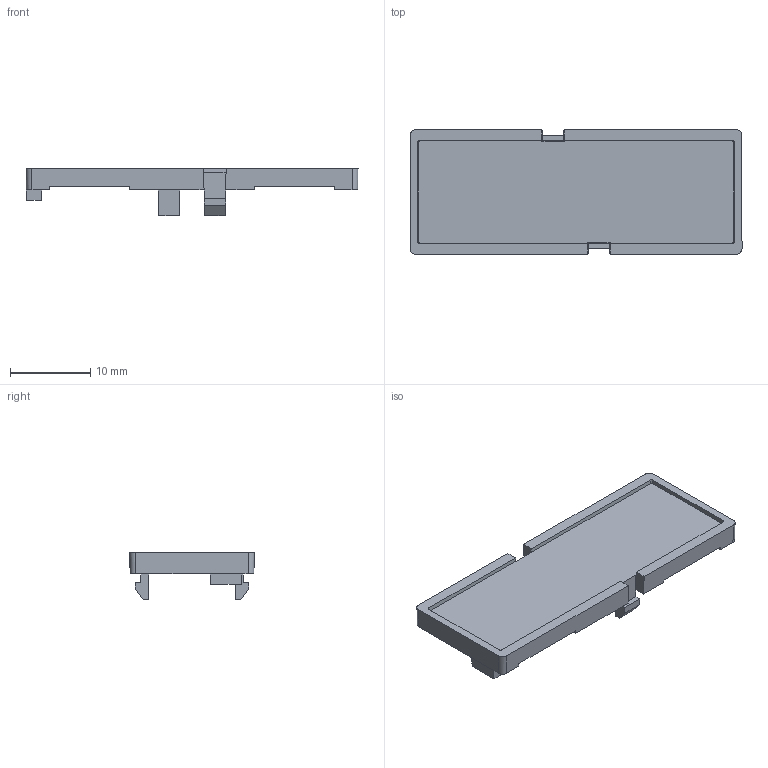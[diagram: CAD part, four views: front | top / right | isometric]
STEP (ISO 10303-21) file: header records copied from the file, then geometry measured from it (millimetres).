
FILE_DESCRIPTION (( 'STEP AP203' ), '1' );
FILE_NAME ('449-310-12.STEP', '2021-08-24T14:16:27', ( '' ), ( '' ), 'SwSTEP 2.0', 'SolidWorks 2018', '' );
FILE_SCHEMA (( 'CONFIG_CONTROL_DESIGN' ));
Length unit declared in the file: millimetre
Products named in the file (1): 449-310-12
Bounding box: 41.4 x 15.53 x 5.9 mm (x, y, z)
Volume: 1272 mm3; surface area: 1716.6 mm2
Topology: 1 solids, 1 shells, 73 faces, 207 edges, 136 vertices
Faces by surface type: plane 61, cylinder 8, cone 4
Entity records: 2406 total; most frequent: CARTESIAN_POINT 477, ORIENTED_EDGE 414, DIRECTION 347, EDGE_CURVE 207, LINE 175, VECTOR 175, VERTEX_POINT 136, AXIS2_PLACEMENT_3D 86
